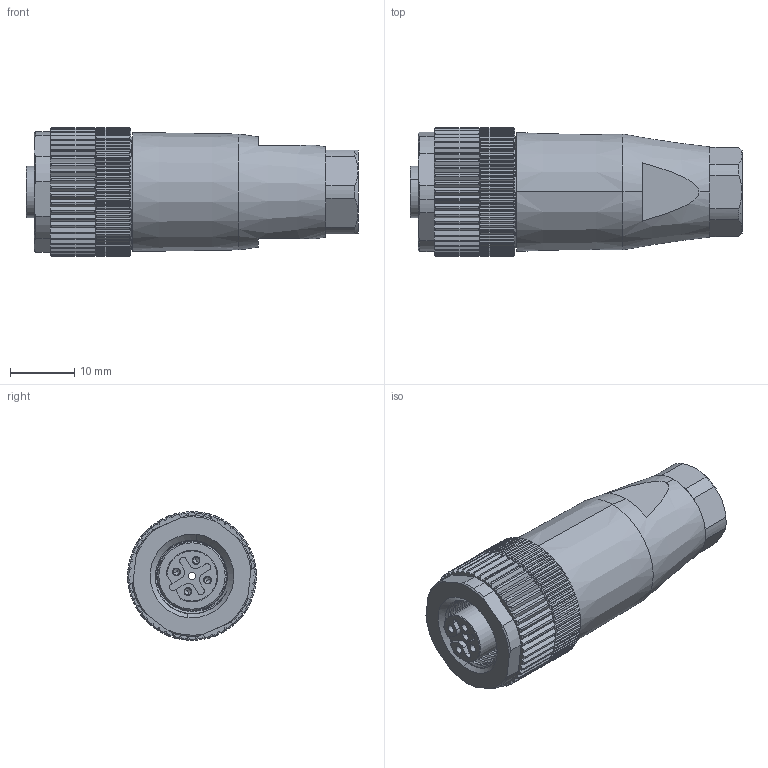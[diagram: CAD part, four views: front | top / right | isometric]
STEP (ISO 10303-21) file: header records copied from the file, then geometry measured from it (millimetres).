
FILE_DESCRIPTION (( 'STEP AP203' ), '1' );
FILE_NAME ('55-00430_revA.STEP', '2024-07-16T00:51:44', ( '' ), ( '' ), 'SwSTEP 2.0', 'SolidWorks 2021', '' );
FILE_SCHEMA (( 'CONFIG_CONTROL_DESIGN' ));
Length unit declared in the file: millimetre
Products named in the file (11): 55-00430-10___; 55-00430-06___; 55-00430-02; 55-00430-03___; 55-00430-09___; 55-00430-05___; 55-00430-04___; 55-00430-07___; 55-00430_revA; 55-00430-01___; 55-00430-08___
Assembly tree (16 placements, depth 2):
  55-00430_revA
    55-00430-01___
    55-00430-02
    55-00430-03___
    55-00430-04___
    55-00430-06___
    55-00430-07___  x4
    55-00430-08___  x4
    55-00430-05___
    55-00430-09___
    55-00430-10___
Bounding box: 51.6 x 20 x 20 mm (x, y, z)
Volume: 8322.9 mm3; surface area: 13552.9 mm2
Topology: 16 solids, 16 shells, 1456 faces, 3770 edges, 2369 vertices
Faces by surface type: plane 525, cylinder 499, cone 376, bspline 28, sphere 16, torus 12
Entity records: 51242 total; most frequent: CARTESIAN_POINT 20454, ORIENTED_EDGE 6512, DIRECTION 5875, EDGE_CURVE 3256, AXIS2_PLACEMENT_3D 2313, VERTEX_POINT 2039, EDGE_LOOP 1331, FACE_OUTER_BOUND 1267
